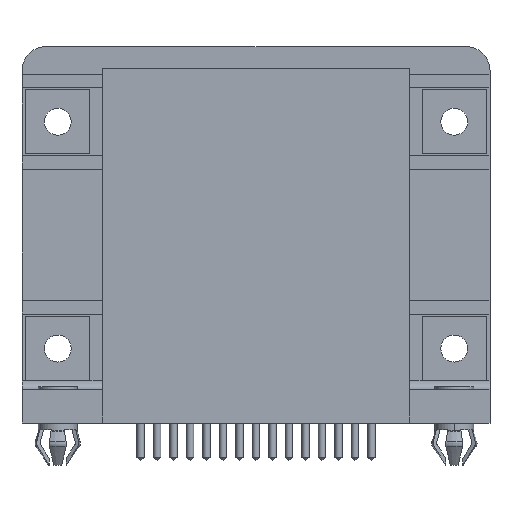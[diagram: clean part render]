
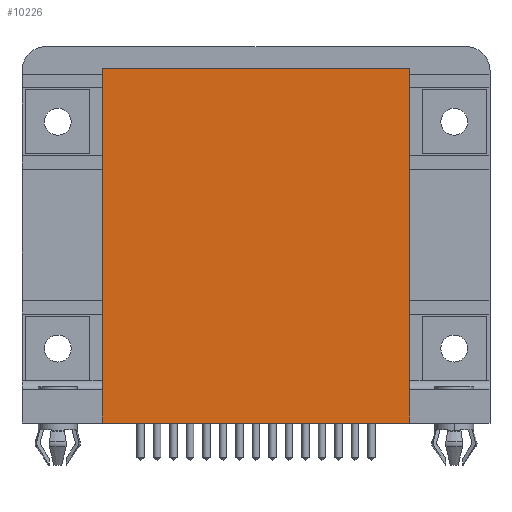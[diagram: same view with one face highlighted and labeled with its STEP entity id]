
A CAD part, front view. The second image highlights one B-rep face of the part: STEP entity #10226.
In plain terms, the highlighted planar face has unit normal (0, -1, 0).
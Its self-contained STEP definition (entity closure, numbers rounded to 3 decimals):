
#9966=CARTESIAN_POINT('',(12.9,-6.695,0.));
#9967=VERTEX_POINT('',#9966);
#9974=CARTESIAN_POINT('',(-12.9,-6.695,0.));
#9975=VERTEX_POINT('',#9974);
#9976=CARTESIAN_POINT('',(-12.9,-6.695,0.));
#9977=DIRECTION('',(1.0,0.0,0.0));
#9978=VECTOR('',#9977,25.8);
#9979=LINE('',#9976,#9978);
#9980=EDGE_CURVE('',#9975,#9967,#9979,.T.);
#10085=CARTESIAN_POINT('',(-12.9,-6.695,29.8));
#10086=VERTEX_POINT('',#10085);
#10087=CARTESIAN_POINT('',(-12.9,-6.695,0.));
#10088=DIRECTION('',(0.0,0.0,1.0));
#10089=VECTOR('',#10088,29.8);
#10090=LINE('',#10087,#10089);
#10091=EDGE_CURVE('',#9975,#10086,#10090,.T.);
#10145=CARTESIAN_POINT('',(12.9,-6.695,29.8));
#10146=VERTEX_POINT('',#10145);
#10153=CARTESIAN_POINT('',(12.9,-6.695,0.));
#10154=DIRECTION('',(0.0,0.0,1.0));
#10155=VECTOR('',#10154,29.8);
#10156=LINE('',#10153,#10155);
#10157=EDGE_CURVE('',#9967,#10146,#10156,.T.);
#10210=CARTESIAN_POINT('',(14.19,-6.695,-1.49));
#10211=DIRECTION('',(0.0,-1.0,0.0));
#10212=DIRECTION('',(1.0,0.0,0.0));
#10213=AXIS2_PLACEMENT_3D('',#10210,#10211,#10212);
#10214=PLANE('',#10213);
#10215=ORIENTED_EDGE('',*,*,#9980,.T.);
#10216=ORIENTED_EDGE('',*,*,#10157,.T.);
#10217=CARTESIAN_POINT('',(-12.9,-6.695,29.8));
#10218=DIRECTION('',(1.0,0.0,0.0));
#10219=VECTOR('',#10218,25.8);
#10220=LINE('',#10217,#10219);
#10221=EDGE_CURVE('',#10086,#10146,#10220,.T.);
#10222=ORIENTED_EDGE('',*,*,#10221,.F.);
#10223=ORIENTED_EDGE('',*,*,#10091,.F.);
#10224=EDGE_LOOP('',(#10215,#10216,#10222,#10223));
#10225=FACE_OUTER_BOUND('',#10224,.T.);
#10226=ADVANCED_FACE('',(#10225),#10214,.T.);
